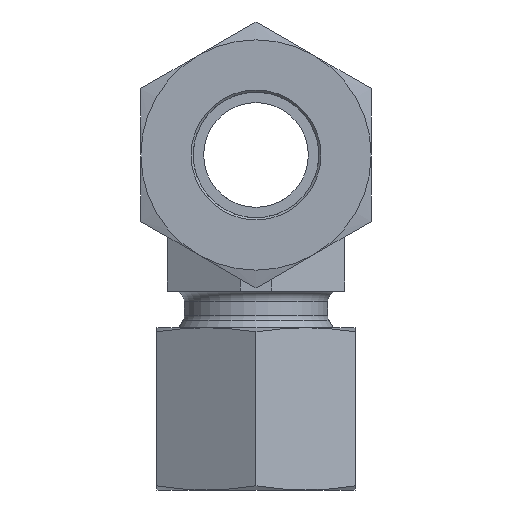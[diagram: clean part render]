
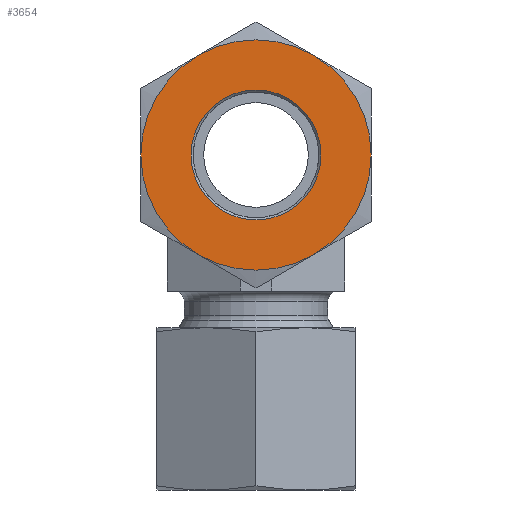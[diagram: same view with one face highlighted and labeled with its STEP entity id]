
A CAD part, front view. The second image highlights one B-rep face of the part: STEP entity #3654.
In plain terms, the highlighted face is planar.
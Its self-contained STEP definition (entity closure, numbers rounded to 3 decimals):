
#3558=CARTESIAN_POINT('',(6.2,0.,15.5));
#3559=VERTEX_POINT('',#3558);
#3560=CARTESIAN_POINT('',(0.0,0.0,15.5));
#3561=DIRECTION('',(0.0,0.0,1.0));
#3562=DIRECTION('',(-1.0,0.0,0.0));
#3563=AXIS2_PLACEMENT_3D('',#3560,#3561,#3562);
#3564=CIRCLE('',#3563,6.2);
#3565=EDGE_CURVE('',#3559,#3559,#3564,.T.);
#3590=CARTESIAN_POINT('',(0.,0.0,15.5));
#3591=DIRECTION('',(0.0,0.0,1.0));
#3592=DIRECTION('',(1.0,0.0,0.0));
#3593=AXIS2_PLACEMENT_3D('',#3590,#3591,#3592);
#3594=PLANE('',#3593);
#3595=CARTESIAN_POINT('',(-5.5,-9.526,15.5));
#3596=VERTEX_POINT('',#3595);
#3597=CARTESIAN_POINT('',(5.5,-9.526,15.5));
#3598=VERTEX_POINT('',#3597);
#3599=CARTESIAN_POINT('',(0.0,0.0,15.5));
#3600=DIRECTION('',(0.0,0.0,1.0));
#3601=DIRECTION('',(-0.5,-0.866,0.0));
#3602=AXIS2_PLACEMENT_3D('',#3599,#3600,#3601);
#3603=CIRCLE('',#3602,11.);
#3604=EDGE_CURVE('',#3596,#3598,#3603,.T.);
#3605=ORIENTED_EDGE('',*,*,#3604,.T.);
#3606=CARTESIAN_POINT('',(11.,0.,15.5));
#3607=VERTEX_POINT('',#3606);
#3608=CARTESIAN_POINT('',(0.0,0.0,15.5));
#3609=DIRECTION('',(0.0,0.0,1.0));
#3610=DIRECTION('',(-0.5,-0.866,0.0));
#3611=AXIS2_PLACEMENT_3D('',#3608,#3609,#3610);
#3612=CIRCLE('',#3611,11.);
#3613=EDGE_CURVE('',#3598,#3607,#3612,.T.);
#3614=ORIENTED_EDGE('',*,*,#3613,.T.);
#3615=CARTESIAN_POINT('',(5.5,9.526,15.5));
#3616=VERTEX_POINT('',#3615);
#3617=CARTESIAN_POINT('',(0.0,0.0,15.5));
#3618=DIRECTION('',(0.0,0.0,1.0));
#3619=DIRECTION('',(-0.5,-0.866,0.0));
#3620=AXIS2_PLACEMENT_3D('',#3617,#3618,#3619);
#3621=CIRCLE('',#3620,11.);
#3622=EDGE_CURVE('',#3607,#3616,#3621,.T.);
#3623=ORIENTED_EDGE('',*,*,#3622,.T.);
#3624=CARTESIAN_POINT('',(-5.5,9.526,15.5));
#3625=VERTEX_POINT('',#3624);
#3626=CARTESIAN_POINT('',(0.0,0.0,15.5));
#3627=DIRECTION('',(0.0,0.0,1.0));
#3628=DIRECTION('',(-0.5,-0.866,0.0));
#3629=AXIS2_PLACEMENT_3D('',#3626,#3627,#3628);
#3630=CIRCLE('',#3629,11.);
#3631=EDGE_CURVE('',#3616,#3625,#3630,.T.);
#3632=ORIENTED_EDGE('',*,*,#3631,.T.);
#3633=CARTESIAN_POINT('',(-11.0,0.0,15.5));
#3634=VERTEX_POINT('',#3633);
#3635=CARTESIAN_POINT('',(0.0,0.0,15.5));
#3636=DIRECTION('',(0.0,0.0,1.0));
#3637=DIRECTION('',(-0.5,-0.866,0.0));
#3638=AXIS2_PLACEMENT_3D('',#3635,#3636,#3637);
#3639=CIRCLE('',#3638,11.);
#3640=EDGE_CURVE('',#3625,#3634,#3639,.T.);
#3641=ORIENTED_EDGE('',*,*,#3640,.T.);
#3642=CARTESIAN_POINT('',(0.0,0.0,15.5));
#3643=DIRECTION('',(0.0,0.0,1.0));
#3644=DIRECTION('',(-0.5,-0.866,0.0));
#3645=AXIS2_PLACEMENT_3D('',#3642,#3643,#3644);
#3646=CIRCLE('',#3645,11.);
#3647=EDGE_CURVE('',#3634,#3596,#3646,.T.);
#3648=ORIENTED_EDGE('',*,*,#3647,.T.);
#3649=EDGE_LOOP('',(#3605,#3614,#3623,#3632,#3641,#3648));
#3650=FACE_OUTER_BOUND('',#3649,.T.);
#3651=ORIENTED_EDGE('',*,*,#3565,.F.);
#3652=EDGE_LOOP('',(#3651));
#3653=FACE_BOUND('',#3652,.T.);
#3654=ADVANCED_FACE('',(#3650,#3653),#3594,.T.);
